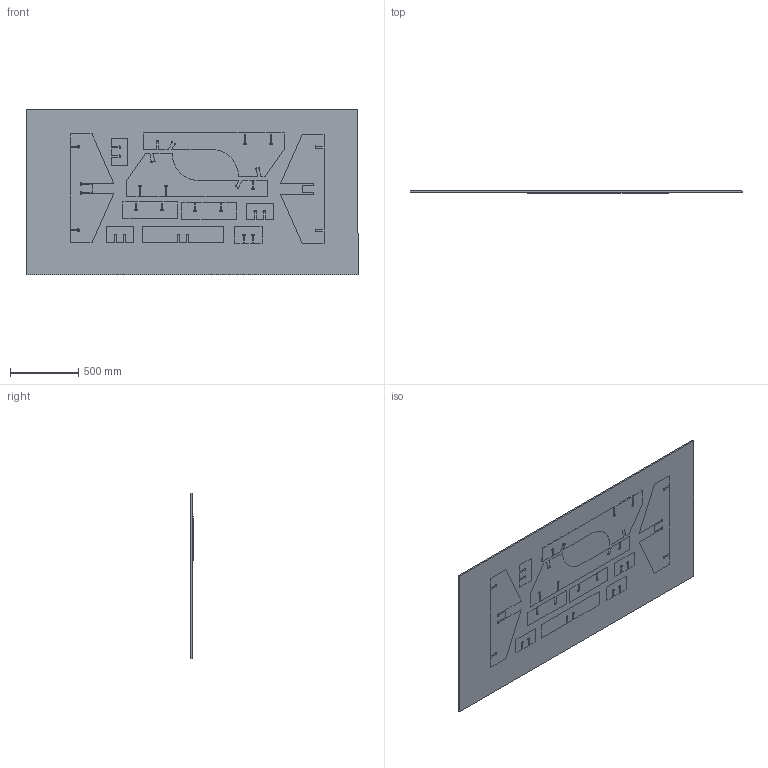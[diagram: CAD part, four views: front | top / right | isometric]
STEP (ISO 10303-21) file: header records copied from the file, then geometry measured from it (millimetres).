
FILE_DESCRIPTION(/* description */ ('STEP AP242','CAx-IF Rec.Pracs.---Representation and Presentation of Product Manufacturing Information (PMI)---4.0---2014-10-13','CAx-IF Rec.Pracs.---3D Tessellated Geometry---0.4---2014-09-14','2;1'),/* implementation_level */ '2;1');
FILE_NAME(/* name */ '68f2b1ca7df84db96e6b73ed',/* time_stamp */ '2025-10-17T21:14:52Z',/* author */ (''),/* organization */ (''),/* preprocessor_version */ 'ST-DEVELOPER v20',/* originating_system */ 'ONSHAPE BY PTC INC, 1.205',/* authorisation */ ' ');
FILE_SCHEMA (('AP242_MANAGED_MODEL_BASED_3D_ENGINEERING_MIM_LF { 1 0 10303 442 1 1 4 }'));
Length unit declared in the file: metre
Products named in the file (12): Assembly 1; Part 1; Part 8; Part 5; Part 4; Part 10; Part 9; Part 2; Part 11; Part 7; Part 6; Part 3
Assembly tree (12 placements, depth 2):
  Assembly 1
    Part 1  x2
    Part 8
    Part 5
    Part 4
    Part 10
    Part 9
    Part 2
    Part 11
    Part 7
    Part 6
    Part 3
Bounding box: 2438.4 x 16.98 x 1219.2 mm (x, y, z)
Volume: 44253871.7 mm3; surface area: 8215886.7 mm2
Topology: 12 solids, 12 shells, 270 faces, 738 edges, 492 vertices
Faces by surface type: plane 204, cylinder 66
Entity records: 7548 total; most frequent: CARTESIAN_POINT 1289, ORIENTED_EDGE 1254, DIRECTION 1225, EDGE_CURVE 627, LINE 517, VECTOR 517, VERTEX_POINT 418, AXIS2_PLACEMENT_3D 354
